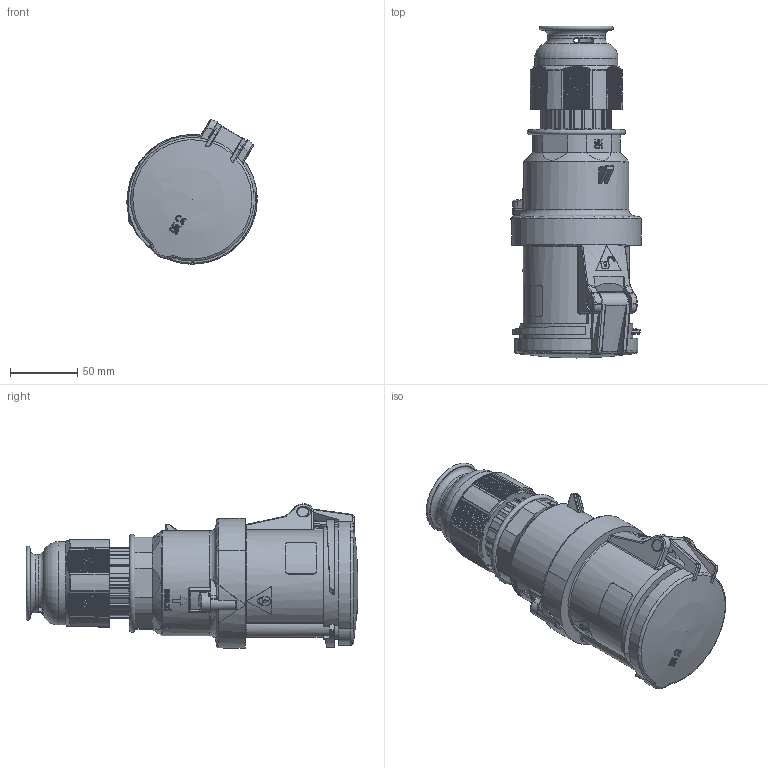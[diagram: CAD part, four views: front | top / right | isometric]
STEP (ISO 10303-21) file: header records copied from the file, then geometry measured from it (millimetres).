
FILE_DESCRIPTION(/* description */ (''),/* implementation_level */ '2;1');
FILE_NAME(/* name */ '3112.stp',/* time_stamp */ '2023-09-06T15:37:10+02:00',/* author */ ('massmann'),/* organization */ (''),/* preprocessor_version */ 'ST-DEVELOPER v17',/* originating_system */ 'Autodesk Inventor 2018',/* authorisation */ '');
FILE_SCHEMA (('AUTOMOTIVE_DESIGN { 1 0 10303 214 3 1 1 }'));
Length unit declared in the file: millimetre
Products named in the file (1): 3112
Bounding box: 96.98 x 247.05 x 107.38 mm (x, y, z)
Volume: 1101125.3 mm3; surface area: 100784.8 mm2
Topology: 1 solids, 3 shells, 1407 faces, 3960 edges, 2600 vertices
Faces by surface type: plane 722, cylinder 282, bspline 274, torus 69, sphere 34, cone 26
Full cylindrical faces by diameter (mm): 1.2 x3, 4.4 x1, 5 x2, 5.2 x1, 5.6 x1, 6 x1, 8 x1, 37 x1, 43 x1, 62 x1, 78 x1
Entity records: 58180 total; most frequent: CARTESIAN_POINT 22910, ORIENTED_EDGE 7908, DIRECTION 5965, EDGE_CURVE 3954, VERTEX_POINT 2600, AXIS2_PLACEMENT_3D 2093, LINE 1779, VECTOR 1779
